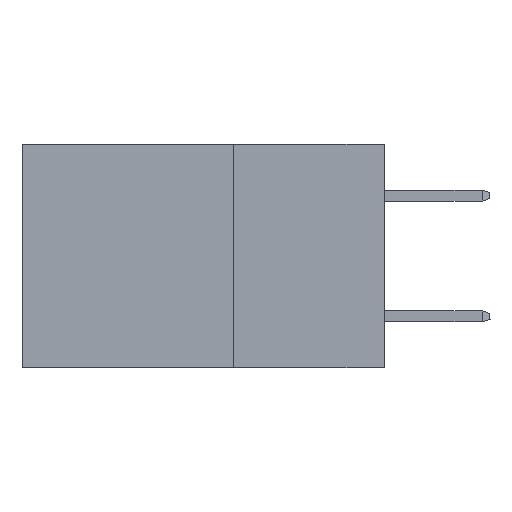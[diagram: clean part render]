
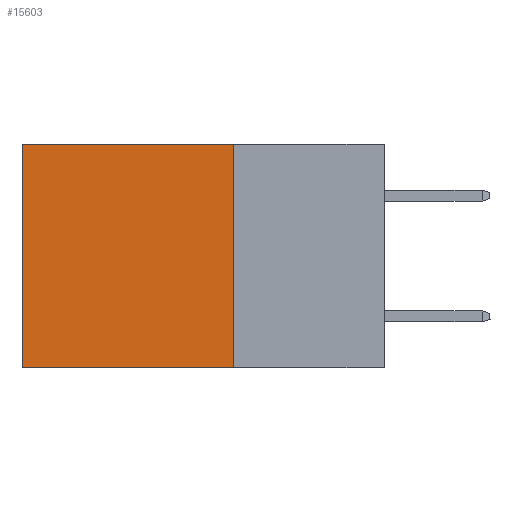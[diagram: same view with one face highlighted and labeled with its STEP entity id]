
A CAD part, left-side view. The second image highlights one B-rep face of the part: STEP entity #15603.
In plain terms, the highlighted planar face has unit normal (-1, 0, 0).
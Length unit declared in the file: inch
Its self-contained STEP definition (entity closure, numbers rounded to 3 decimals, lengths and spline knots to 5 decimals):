
#300 = VERTEX_POINT ( 'NONE', #5631 ) ;
#831 = DIRECTION ( 'NONE',  ( 1., 0., 0. ) ) ;
#1074 = DIRECTION ( 'NONE',  ( 0., 1., 0. ) ) ;
#1275 = DIRECTION ( 'NONE',  ( 0., 1., 0. ) ) ;
#1773 = CARTESIAN_POINT ( 'NONE',  ( 0.2615, 0.25, -0.37 ) ) ;
#1812 = VERTEX_POINT ( 'NONE', #17111 ) ;
#2435 = DIRECTION ( 'NONE',  ( 0., 0., -1. ) ) ;
#2726 = DIRECTION ( 'NONE',  ( 0., 0., -1. ) ) ;
#2889 = LINE ( 'NONE', #1773, #17801 ) ;
#4300 = CARTESIAN_POINT ( 'NONE',  ( 0.2615, 0.25, -0.37 ) ) ;
#5265 = EDGE_CURVE ( 'NONE', #6717, #300, #2889, .T. ) ;
#5631 = CARTESIAN_POINT ( 'NONE',  ( 0.2615, 0.6, -0.37 ) ) ;
#6657 = FACE_OUTER_BOUND ( 'NONE', #15572, .T. ) ;
#6717 = VERTEX_POINT ( 'NONE', #4300 ) ;
#7810 = CARTESIAN_POINT ( 'NONE',  ( 0.2615, 0.25, 0. ) ) ;
#8212 = PLANE ( 'NONE',  #10860 ) ;
#8732 = LINE ( 'NONE', #14056, #15912 ) ;
#9539 = ORIENTED_EDGE ( 'NONE', *, *, #12834, .T. ) ;
#9787 = ORIENTED_EDGE ( 'NONE', *, *, #5265, .F. ) ;
#10015 = CARTESIAN_POINT ( 'NONE',  ( 0.2615, 0.6, -0.37 ) ) ;
#10163 = VECTOR ( 'NONE', #2726, 39.37008 ) ;
#10625 = LINE ( 'NONE', #10015, #10163 ) ;
#10860 = AXIS2_PLACEMENT_3D ( 'NONE', #18260, #831, #11124 ) ;
#11124 = DIRECTION ( 'NONE',  ( 0., 0., -1. ) ) ;
#11246 = ORIENTED_EDGE ( 'NONE', *, *, #14376, .F. ) ;
#12834 = EDGE_CURVE ( 'NONE', #14181, #1812, #13047, .T. ) ;
#13047 = LINE ( 'NONE', #17189, #16831 ) ;
#14056 = CARTESIAN_POINT ( 'NONE',  ( 0.2615, 0.25, -0.37 ) ) ;
#14181 = VERTEX_POINT ( 'NONE', #7810 ) ;
#14376 = EDGE_CURVE ( 'NONE', #14181, #6717, #8732, .T. ) ;
#14824 = ORIENTED_EDGE ( 'NONE', *, *, #17506, .T. ) ;
#15572 = EDGE_LOOP ( 'NONE', ( #14824, #9787, #11246, #9539 ) ) ;
#15603 = ADVANCED_FACE ( 'NONE', ( #6657 ), #8212, .F. ) ;
#15912 = VECTOR ( 'NONE', #2435, 39.37008 ) ;
#16831 = VECTOR ( 'NONE', #1275, 39.37008 ) ;
#17111 = CARTESIAN_POINT ( 'NONE',  ( 0.2615, 0.6, 0. ) ) ;
#17189 = CARTESIAN_POINT ( 'NONE',  ( 0.2615, 0.25, 0. ) ) ;
#17506 = EDGE_CURVE ( 'NONE', #1812, #300, #10625, .T. ) ;
#17801 = VECTOR ( 'NONE', #1074, 39.37008 ) ;
#18260 = CARTESIAN_POINT ( 'NONE',  ( 0.2615, 0.25, -0.37 ) ) ;
